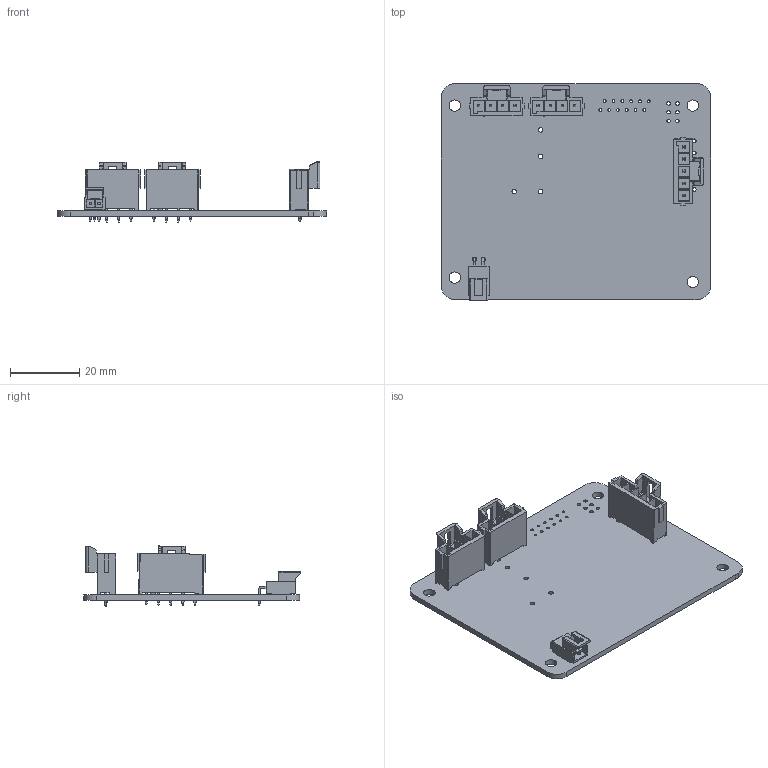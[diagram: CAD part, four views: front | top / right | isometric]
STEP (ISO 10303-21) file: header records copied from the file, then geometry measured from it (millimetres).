
FILE_DESCRIPTION(('FreeCAD Model'),'2;1');
FILE_NAME('BMS1.step', '2018-02-22T21:19:52',('kicad StepUp'),('ksu MCAD'), 'Open CASCADE STEP processor 6.8','FreeCAD','Unknown');
FILE_SCHEMA(('AUTOMOTIVE_DESIGN_CC2 { 1 2 10303 214 -1 1 5 4 }'));
Length unit declared in the file: millimetre
Products named in the file (6): ASSEMBLY; Pcb; 1722861104_; Molex_NanoFit_1x02x2_50mm_Angled_OEM001_; 1722861104_001; COMPOUND_sp_
Assembly tree (5 placements, depth 2):
  ASSEMBLY
    Pcb
    1722861104_
    Molex_NanoFit_1x02x2_50mm_Angled_OEM001_
    1722861104_001
    COMPOUND_sp_
Bounding box: 77.47 x 62.46 x 17.29 mm (x, y, z)
Volume: 9765.6 mm3; surface area: 15113.1 mm2
Topology: 5 solids, 5 shells, 1085 faces, 2939 edges, 1904 vertices
Faces by surface type: plane 729, cylinder 340, sphere 8, cone 8
Full cylindrical faces by diameter (mm): 0.8 x12, 1.016 x6, 1.02 x8, 1.06 x5, 1.2 x2, 1.3 x4, 1.6 x5, 3.264 x4
Entity records: 34301 total; most frequent: CARTESIAN_POINT 6154, ORIENTED_EDGE 5878, DIRECTION 5739, EDGE_CURVE 2939, LINE 2229, VECTOR 2229, VERTEX_POINT 1904, AXIS2_PLACEMENT_3D 1755
